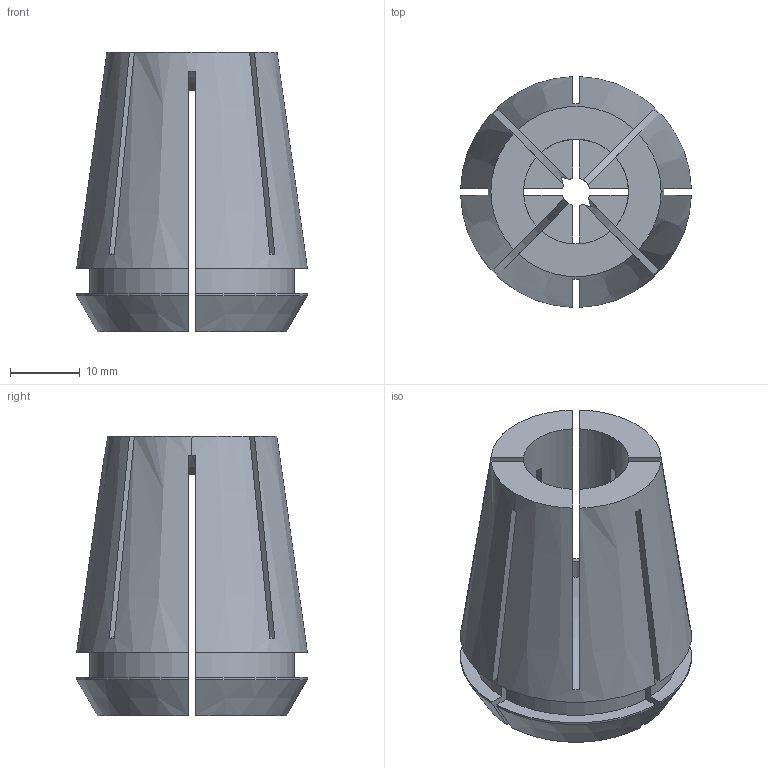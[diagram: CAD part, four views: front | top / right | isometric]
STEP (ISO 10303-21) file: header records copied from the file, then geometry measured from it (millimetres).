
FILE_DESCRIPTION (( 'STEP AP203' ), '1' );
FILE_NAME ('202.126.32.04.STEP', '2017-04-10T05:40:59', ( '' ), ( '' ), 'SwSTEP 2.0', 'SolidWorks 2015', '' );
FILE_SCHEMA (( 'CONFIG_CONTROL_DESIGN' ));
Length unit declared in the file: millimetre
Products named in the file (1): 202.126.32.04
Bounding box: 32.99 x 32.99 x 40 mm (x, y, z)
Volume: 20967.2 mm3; surface area: 10642.5 mm2
Topology: 1 solids, 1 shells, 77 faces, 231 edges, 154 vertices
Faces by surface type: plane 44, cylinder 27, cone 6
Entity records: 2768 total; most frequent: CARTESIAN_POINT 626, ORIENTED_EDGE 462, DIRECTION 415, EDGE_CURVE 231, VERTEX_POINT 154, AXIS2_PLACEMENT_3D 151, VECTOR 113, LINE 113
